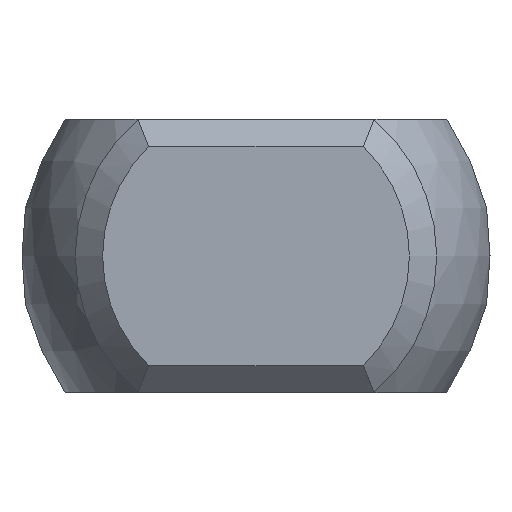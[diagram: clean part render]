
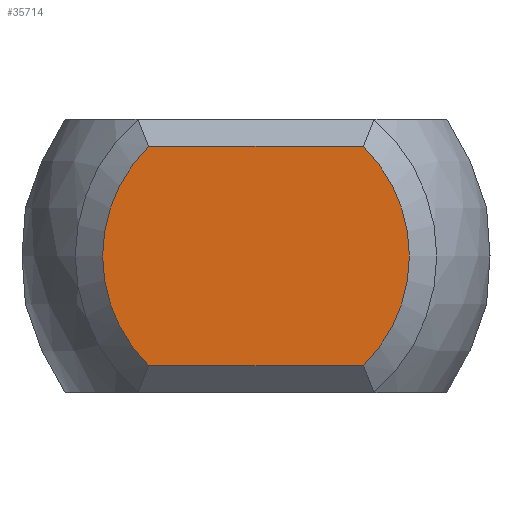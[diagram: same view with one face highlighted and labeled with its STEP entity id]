
A CAD part, left-side view. The second image highlights one B-rep face of the part: STEP entity #35714.
In plain terms, the highlighted planar face has unit normal (-1, 0, 0).
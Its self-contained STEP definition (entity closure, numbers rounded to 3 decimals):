
#34320 = PLANE('',#34321);
#34321 = AXIS2_PLACEMENT_3D('',#34322,#34323,#34324);
#34322 = CARTESIAN_POINT('',(-12.25,3.125,2.25));
#34323 = DIRECTION('',(-0.707,0.,0.707));
#34324 = DIRECTION('',(0.707,0.,0.707));
#35347 = EDGE_CURVE('',#35348,#35350,#35352,.T.);
#35348 = VERTEX_POINT('',#35349);
#35349 = CARTESIAN_POINT('',(-12.5,-1.96,-2.));
#35350 = VERTEX_POINT('',#35351);
#35351 = CARTESIAN_POINT('',(-12.5,1.96,-2.));
#35352 = SURFACE_CURVE('',#35353,(#35357,#35369),.PCURVE_S1.);
#35353 = LINE('',#35354,#35355);
#35354 = CARTESIAN_POINT('',(-12.5,-3.125,-2.));
#35355 = VECTOR('',#35356,1.);
#35356 = DIRECTION('',(0.,1.,0.));
#35357 = PCURVE('',#35358,#35363);
#35358 = PLANE('',#35359);
#35359 = AXIS2_PLACEMENT_3D('',#35360,#35361,#35362);
#35360 = CARTESIAN_POINT('',(-12.25,-3.125,-2.25));
#35361 = DIRECTION('',(-0.707,0.,
    -0.707));
#35362 = DIRECTION('',(-0.707,0.,0.707));
#35363 = DEFINITIONAL_REPRESENTATION('',(#35364),#35368);
#35364 = LINE('',#35365,#35366);
#35365 = CARTESIAN_POINT('',(0.354,0.));
#35366 = VECTOR('',#35367,1.);
#35367 = DIRECTION('',(0.,1.));
#35368 = ( GEOMETRIC_REPRESENTATION_CONTEXT(2) 
PARAMETRIC_REPRESENTATION_CONTEXT() REPRESENTATION_CONTEXT('2D SPACE',''
  ) );
#35369 = PCURVE('',#35370,#35375);
#35370 = PLANE('',#35371);
#35371 = AXIS2_PLACEMENT_3D('',#35372,#35373,#35374);
#35372 = CARTESIAN_POINT('',(-12.5,0.,0.));
#35373 = DIRECTION('',(1.,0.,0.));
#35374 = DIRECTION('',(0.,0.,-1.));
#35375 = DEFINITIONAL_REPRESENTATION('',(#35376),#35380);
#35376 = LINE('',#35377,#35378);
#35377 = CARTESIAN_POINT('',(2.,-3.125));
#35378 = VECTOR('',#35379,1.);
#35379 = DIRECTION('',(0.,1.));
#35380 = ( GEOMETRIC_REPRESENTATION_CONTEXT(2) 
PARAMETRIC_REPRESENTATION_CONTEXT() REPRESENTATION_CONTEXT('2D SPACE',''
  ) );
#35400 = CONICAL_SURFACE('',#35401,3.05,0.785);
#35401 = AXIS2_PLACEMENT_3D('',#35402,#35403,#35404);
#35402 = CARTESIAN_POINT('',(-12.25,0.,0.));
#35403 = DIRECTION('',(1.,0.,0.));
#35404 = DIRECTION('',(-0.,1.,0.));
#35450 = CONICAL_SURFACE('',#35451,3.05,0.785);
#35451 = AXIS2_PLACEMENT_3D('',#35452,#35453,#35454);
#35452 = CARTESIAN_POINT('',(-12.25,0.,0.));
#35453 = DIRECTION('',(1.,0.,0.));
#35454 = DIRECTION('',(0.,-1.,0.));
#35464 = EDGE_CURVE('',#35465,#35467,#35469,.T.);
#35465 = VERTEX_POINT('',#35466);
#35466 = CARTESIAN_POINT('',(-12.5,1.96,2.));
#35467 = VERTEX_POINT('',#35468);
#35468 = CARTESIAN_POINT('',(-12.5,-1.96,2.));
#35469 = SURFACE_CURVE('',#35470,(#35474,#35481),.PCURVE_S1.);
#35470 = LINE('',#35471,#35472);
#35471 = CARTESIAN_POINT('',(-12.5,3.125,2.));
#35472 = VECTOR('',#35473,1.);
#35473 = DIRECTION('',(0.,-1.,0.));
#35474 = PCURVE('',#34320,#35475);
#35475 = DEFINITIONAL_REPRESENTATION('',(#35476),#35480);
#35476 = LINE('',#35477,#35478);
#35477 = CARTESIAN_POINT('',(-0.354,0.));
#35478 = VECTOR('',#35479,1.);
#35479 = DIRECTION('',(0.,-1.));
#35480 = ( GEOMETRIC_REPRESENTATION_CONTEXT(2) 
PARAMETRIC_REPRESENTATION_CONTEXT() REPRESENTATION_CONTEXT('2D SPACE',''
  ) );
#35481 = PCURVE('',#35370,#35482);
#35482 = DEFINITIONAL_REPRESENTATION('',(#35483),#35487);
#35483 = LINE('',#35484,#35485);
#35484 = CARTESIAN_POINT('',(-2.,3.125));
#35485 = VECTOR('',#35486,1.);
#35486 = DIRECTION('',(0.,-1.));
#35487 = ( GEOMETRIC_REPRESENTATION_CONTEXT(2) 
PARAMETRIC_REPRESENTATION_CONTEXT() REPRESENTATION_CONTEXT('2D SPACE',''
  ) );
#35560 = EDGE_CURVE('',#35467,#35348,#35561,.T.);
#35561 = SURFACE_CURVE('',#35562,(#35567,#35574),.PCURVE_S1.);
#35562 = CIRCLE('',#35563,2.8);
#35563 = AXIS2_PLACEMENT_3D('',#35564,#35565,#35566);
#35564 = CARTESIAN_POINT('',(-12.5,0.,0.));
#35565 = DIRECTION('',(1.,0.,0.));
#35566 = DIRECTION('',(0.,-1.,0.));
#35567 = PCURVE('',#35450,#35568);
#35568 = DEFINITIONAL_REPRESENTATION('',(#35569),#35573);
#35569 = LINE('',#35570,#35571);
#35570 = CARTESIAN_POINT('',(-6.283,-0.25));
#35571 = VECTOR('',#35572,1.);
#35572 = DIRECTION('',(1.,0.));
#35573 = ( GEOMETRIC_REPRESENTATION_CONTEXT(2) 
PARAMETRIC_REPRESENTATION_CONTEXT() REPRESENTATION_CONTEXT('2D SPACE',''
  ) );
#35574 = PCURVE('',#35370,#35575);
#35575 = DEFINITIONAL_REPRESENTATION('',(#35576),#35580);
#35576 = CIRCLE('',#35577,2.8);
#35577 = AXIS2_PLACEMENT_2D('',#35578,#35579);
#35578 = CARTESIAN_POINT('',(0.,0.));
#35579 = DIRECTION('',(0.,-1.));
#35580 = ( GEOMETRIC_REPRESENTATION_CONTEXT(2) 
PARAMETRIC_REPRESENTATION_CONTEXT() REPRESENTATION_CONTEXT('2D SPACE',''
  ) );
#35586 = EDGE_CURVE('',#35350,#35465,#35587,.T.);
#35587 = SURFACE_CURVE('',#35588,(#35593,#35600),.PCURVE_S1.);
#35588 = CIRCLE('',#35589,2.8);
#35589 = AXIS2_PLACEMENT_3D('',#35590,#35591,#35592);
#35590 = CARTESIAN_POINT('',(-12.5,0.,0.));
#35591 = DIRECTION('',(1.,0.,0.));
#35592 = DIRECTION('',(-0.,1.,0.));
#35593 = PCURVE('',#35400,#35594);
#35594 = DEFINITIONAL_REPRESENTATION('',(#35595),#35599);
#35595 = LINE('',#35596,#35597);
#35596 = CARTESIAN_POINT('',(0.,-0.25));
#35597 = VECTOR('',#35598,1.);
#35598 = DIRECTION('',(1.,0.));
#35599 = ( GEOMETRIC_REPRESENTATION_CONTEXT(2) 
PARAMETRIC_REPRESENTATION_CONTEXT() REPRESENTATION_CONTEXT('2D SPACE',''
  ) );
#35600 = PCURVE('',#35370,#35601);
#35601 = DEFINITIONAL_REPRESENTATION('',(#35602),#35606);
#35602 = CIRCLE('',#35603,2.8);
#35603 = AXIS2_PLACEMENT_2D('',#35604,#35605);
#35604 = CARTESIAN_POINT('',(0.,0.));
#35605 = DIRECTION('',(0.,1.));
#35606 = ( GEOMETRIC_REPRESENTATION_CONTEXT(2) 
PARAMETRIC_REPRESENTATION_CONTEXT() REPRESENTATION_CONTEXT('2D SPACE',''
  ) );
#35714 = ADVANCED_FACE('',(#35715),#35370,.F.);
#35715 = FACE_BOUND('',#35716,.T.);
#35716 = EDGE_LOOP('',(#35717,#35718,#35719,#35720));
#35717 = ORIENTED_EDGE('',*,*,#35464,.F.);
#35718 = ORIENTED_EDGE('',*,*,#35586,.F.);
#35719 = ORIENTED_EDGE('',*,*,#35347,.F.);
#35720 = ORIENTED_EDGE('',*,*,#35560,.F.);
